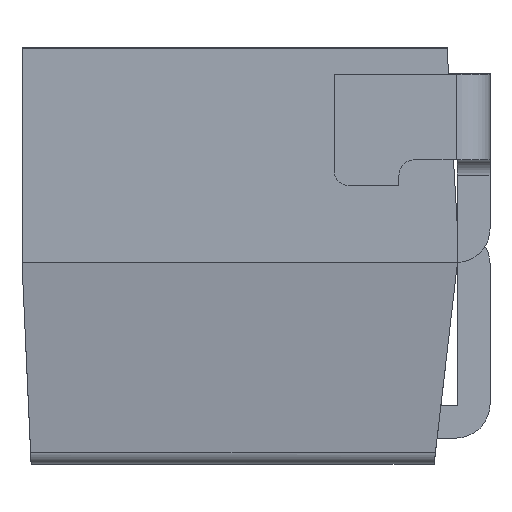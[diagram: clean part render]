
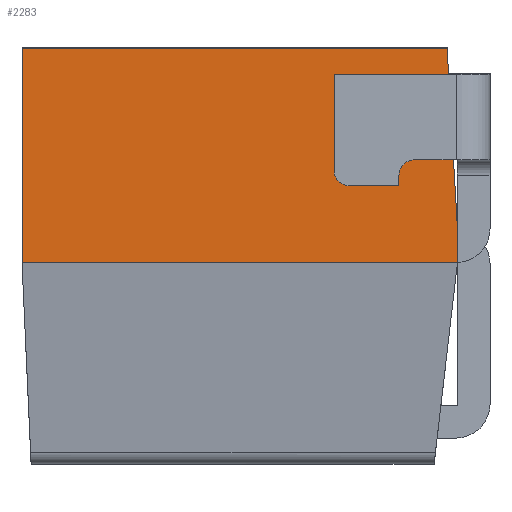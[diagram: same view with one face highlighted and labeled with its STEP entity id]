
A CAD part, front view. The second image highlights one B-rep face of the part: STEP entity #2283.
In plain terms, the highlighted planar face has unit normal (0, -1, 0).
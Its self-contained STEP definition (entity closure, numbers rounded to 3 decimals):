
#25 = ORIENTED_EDGE ( 'NONE', *, *, #3500, .T. ) ;
#49 = VECTOR ( 'NONE', #1680, 1000. ) ;
#136 = ORIENTED_EDGE ( 'NONE', *, *, #2492, .T. ) ;
#154 = VERTEX_POINT ( 'NONE', #2075 ) ;
#200 = EDGE_CURVE ( 'NONE', #842, #796, #313, .T. ) ;
#240 = CARTESIAN_POINT ( 'NONE',  ( -0.817, -2.225, -0.7 ) ) ;
#262 = EDGE_CURVE ( 'NONE', #154, #430, #2478, .T. ) ;
#313 = LINE ( 'NONE', #465, #415 ) ;
#314 = CARTESIAN_POINT ( 'NONE',  ( 0.858, -2.225, -0.825 ) ) ;
#415 = VECTOR ( 'NONE', #3497, 1000. ) ;
#421 = CARTESIAN_POINT ( 'NONE',  ( 0.818, -2.225, 0. ) ) ;
#430 = VERTEX_POINT ( 'NONE', #314 ) ;
#465 = CARTESIAN_POINT ( 'NONE',  ( 0.818, -2.225, 0. ) ) ;
#575 = CARTESIAN_POINT ( 'NONE',  ( -0.817, -2.225, -0.7 ) ) ;
#713 = DIRECTION ( 'NONE',  ( 1., 0., 0. ) ) ;
#731 = ORIENTED_EDGE ( 'NONE', *, *, #200, .F. ) ;
#766 = CARTESIAN_POINT ( 'NONE',  ( -0.817, -2.225, 0. ) ) ;
#796 = VERTEX_POINT ( 'NONE', #421 ) ;
#842 = VERTEX_POINT ( 'NONE', #766 ) ;
#1051 = VECTOR ( 'NONE', #2843, 1000. ) ;
#1110 = DIRECTION ( 'NONE',  ( 0., 1., 0. ) ) ;
#1229 = CARTESIAN_POINT ( 'NONE',  ( 0.858, -2.225, -0.7 ) ) ;
#1371 = EDGE_CURVE ( 'NONE', #154, #796, #1765, .T. ) ;
#1516 = LINE ( 'NONE', #575, #49 ) ;
#1523 = EDGE_LOOP ( 'NONE', ( #25, #1558, #2899, #731, #136 ) ) ;
#1558 = ORIENTED_EDGE ( 'NONE', *, *, #262, .F. ) ;
#1582 = CARTESIAN_POINT ( 'NONE',  ( 0.858, -2.225, -0.7 ) ) ;
#1680 = DIRECTION ( 'NONE',  ( 0., 0., -1. ) ) ;
#1765 = LINE ( 'NONE', #1229, #1051 ) ;
#1796 = AXIS2_PLACEMENT_3D ( 'NONE', #240, #1110, #2158 ) ;
#2074 = VECTOR ( 'NONE', #2408, 1000. ) ;
#2075 = CARTESIAN_POINT ( 'NONE',  ( 0.858, -2.225, -0.7 ) ) ;
#2158 = DIRECTION ( 'NONE',  ( -1., 0., 0. ) ) ;
#2283 = ADVANCED_FACE ( 'NONE', ( #2932 ), #2735, .F. ) ;
#2408 = DIRECTION ( 'NONE',  ( 0., 0., -1. ) ) ;
#2409 = LINE ( 'NONE', #3223, #3533 ) ;
#2478 = LINE ( 'NONE', #1582, #2074 ) ;
#2492 = EDGE_CURVE ( 'NONE', #842, #2518, #1516, .T. ) ;
#2518 = VERTEX_POINT ( 'NONE', #3355 ) ;
#2735 = PLANE ( 'NONE',  #1796 ) ;
#2843 = DIRECTION ( 'NONE',  ( -0.057, 0., 0.998 ) ) ;
#2899 = ORIENTED_EDGE ( 'NONE', *, *, #1371, .T. ) ;
#2932 = FACE_OUTER_BOUND ( 'NONE', #1523, .T. ) ;
#3223 = CARTESIAN_POINT ( 'NONE',  ( -0.817, -2.225, -0.825 ) ) ;
#3355 = CARTESIAN_POINT ( 'NONE',  ( -0.817, -2.225, -0.825 ) ) ;
#3497 = DIRECTION ( 'NONE',  ( 1., 0., 0. ) ) ;
#3500 = EDGE_CURVE ( 'NONE', #2518, #430, #2409, .T. ) ;
#3533 = VECTOR ( 'NONE', #713, 1000. ) ;
